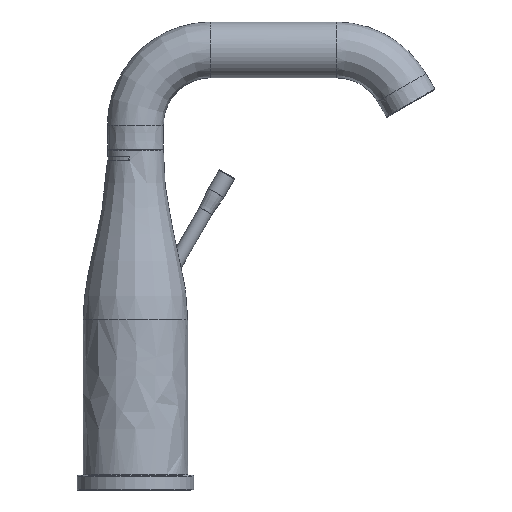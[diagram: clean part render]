
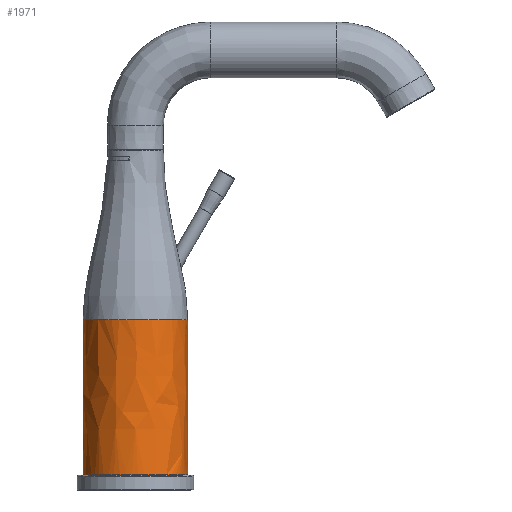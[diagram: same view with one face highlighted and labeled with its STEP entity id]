
A CAD part, left-side view. The second image highlights one B-rep face of the part: STEP entity #1971.
In plain terms, the highlighted free-form (B-spline) face has degree [3, 3] with [7, 4] control points.
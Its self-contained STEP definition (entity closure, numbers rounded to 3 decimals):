
#77=B_SPLINE_SURFACE_WITH_KNOTS('',3,3,((#7242,#7243,#7244,#7245),(#7246,
#7247,#7248,#7249),(#7250,#7251,#7252,#7253),(#7254,#7255,#7256,#7257),
(#7258,#7259,#7260,#7261),(#7262,#7263,#7264,#7265),(#7266,#7267,#7268,
#7269)),.SURF_OF_LINEAR_EXTRUSION.,.F.,.F.,.F.,(4,1,1,1,4),(4,4),(6.,7.,
8.,9.,10.),(0.004,1.),.UNSPECIFIED.);
#211=B_SPLINE_CURVE_WITH_KNOTS('',3,(#6728,#6729,#6730,#6731,#6732,#6733,
#6734,#6735,#6736,#6737,#6738,#6739,#6740,#6741,#6742,#6743,#6744),
 .UNSPECIFIED.,.F.,.F.,(4,1,1,1,1,1,1,1,1,1,1,1,1,1,4),(-0.051,
-0.042,-0.038,-0.034,-0.03,
-0.025,-0.021,-0.017,-0.013,
-0.008,-0.004,0.,0.004,
0.009,0.017),.UNSPECIFIED.);
#231=B_SPLINE_CURVE_WITH_KNOTS('',3,(#7217,#7218,#7219,#7220),
 .UNSPECIFIED.,.F.,.F.,(4,4),(0.012,0.903),
 .UNSPECIFIED.);
#232=B_SPLINE_CURVE_WITH_KNOTS('',3,(#7224,#7225,#7226,#7227),
 .UNSPECIFIED.,.F.,.F.,(4,4),(0.062,1.),.UNSPECIFIED.);
#235=B_SPLINE_CURVE_WITH_KNOTS('',3,(#7238,#7239,#7240,#7241),
 .UNSPECIFIED.,.F.,.F.,(4,4),(0.,0.996),.UNSPECIFIED.);
#236=B_SPLINE_CURVE_WITH_KNOTS('',3,(#7270,#7271,#7272,#7273,#7274,#7275,
#7276),.UNSPECIFIED.,.F.,.F.,(4,1,1,1,4),(0.,0.25,0.5,0.75,1.),
 .UNSPECIFIED.);
#836=ORIENTED_EDGE('',*,*,#1177,.T.);
#837=ORIENTED_EDGE('',*,*,#1144,.T.);
#838=ORIENTED_EDGE('',*,*,#1182,.T.);
#839=ORIENTED_EDGE('',*,*,#1183,.F.);
#840=ORIENTED_EDGE('',*,*,#1179,.T.);
#841=ORIENTED_EDGE('',*,*,#1178,.F.);
#1144=EDGE_CURVE('',#1408,#1407,#211,.T.);
#1177=EDGE_CURVE('',#1432,#1408,#231,.F.);
#1178=EDGE_CURVE('',#1432,#1433,#1497,.T.);
#1179=EDGE_CURVE('',#1434,#1433,#232,.F.);
#1182=EDGE_CURVE('',#1407,#1435,#235,.F.);
#1183=EDGE_CURVE('',#1434,#1435,#236,.F.);
#1407=VERTEX_POINT('',#6727);
#1408=VERTEX_POINT('',#6745);
#1432=VERTEX_POINT('',#7221);
#1433=VERTEX_POINT('',#7223);
#1434=VERTEX_POINT('',#7228);
#1435=VERTEX_POINT('',#7237);
#1497=LINE('',#7222,#1557);
#1557=VECTOR('',#3102,1000.);
#1694=EDGE_LOOP('',(#836,#837,#838,#839,#840,#841));
#1835=FACE_BOUND('',#1694,.T.);
#1971=ADVANCED_FACE('',(#1835),#77,.T.);
#3102=DIRECTION('',(0.,0.,1.));
#6727=CARTESIAN_POINT('',(0.,-21.5,2.2));
#6728=CARTESIAN_POINT('',(0.,21.5,2.2));
#6729=CARTESIAN_POINT('',(-2.83,21.5,2.2));
#6730=CARTESIAN_POINT('',(-7.026,20.621,2.2));
#6731=CARTESIAN_POINT('',(-12.001,17.987,2.2));
#6732=CARTESIAN_POINT('',(-15.306,15.308,2.2));
#6733=CARTESIAN_POINT('',(-17.988,12.,2.2));
#6734=CARTESIAN_POINT('',(-19.962,8.27,2.2));
#6735=CARTESIAN_POINT('',(-21.205,4.233,2.2));
#6736=CARTESIAN_POINT('',(-21.648,0.001,2.2));
#6737=CARTESIAN_POINT('',(-21.205,-4.234,2.2));
#6738=CARTESIAN_POINT('',(-19.963,-8.268,2.2));
#6739=CARTESIAN_POINT('',(-17.987,-12.001,2.2));
#6740=CARTESIAN_POINT('',(-15.308,-15.306,2.2));
#6741=CARTESIAN_POINT('',(-12.,-17.988,2.2));
#6742=CARTESIAN_POINT('',(-7.027,-20.62,2.2));
#6743=CARTESIAN_POINT('',(-2.83,-21.5,2.2));
#6744=CARTESIAN_POINT('',(0.,-21.5,2.2));
#6745=CARTESIAN_POINT('',(0.,21.5,2.2));
#7217=CARTESIAN_POINT('',(0.,21.5,2.2));
#7218=CARTESIAN_POINT('',(0.,21.5,7.213));
#7219=CARTESIAN_POINT('',(0.,21.5,12.723));
#7220=CARTESIAN_POINT('',(0.,21.5,18.586));
#7221=CARTESIAN_POINT('',(0.,21.5,18.586));
#7222=CARTESIAN_POINT('',(0.,21.5,18.586));
#7223=CARTESIAN_POINT('',(0.,21.5,35.414));
#7224=CARTESIAN_POINT('',(0.,21.5,35.414));
#7225=CARTESIAN_POINT('',(0.,21.5,45.258));
#7226=CARTESIAN_POINT('',(0.,21.5,55.629));
#7227=CARTESIAN_POINT('',(0.,21.5,66.));
#7228=CARTESIAN_POINT('',(0.,21.5,66.));
#7237=CARTESIAN_POINT('',(0.,-21.5,66.));
#7238=CARTESIAN_POINT('',(0.,-21.5,66.));
#7239=CARTESIAN_POINT('',(0.,-21.5,42.756));
#7240=CARTESIAN_POINT('',(0.,-21.5,19.513));
#7241=CARTESIAN_POINT('',(0.,-21.5,2.2));
#7242=CARTESIAN_POINT('',(0.,21.5,2.2));
#7243=CARTESIAN_POINT('',(0.,21.5,19.513));
#7244=CARTESIAN_POINT('',(0.,21.5,42.756));
#7245=CARTESIAN_POINT('',(0.,21.5,66.));
#7246=CARTESIAN_POINT('',(-5.616,21.5,2.2));
#7247=CARTESIAN_POINT('',(-5.616,21.5,19.513));
#7248=CARTESIAN_POINT('',(-5.616,21.5,42.756));
#7249=CARTESIAN_POINT('',(-5.616,21.5,66.));
#7250=CARTESIAN_POINT('',(-16.848,16.848,2.2));
#7251=CARTESIAN_POINT('',(-16.848,16.848,19.513));
#7252=CARTESIAN_POINT('',(-16.848,16.848,42.756));
#7253=CARTESIAN_POINT('',(-16.848,16.848,66.));
#7254=CARTESIAN_POINT('',(-23.826,0.,2.2));
#7255=CARTESIAN_POINT('',(-23.826,0.,19.513));
#7256=CARTESIAN_POINT('',(-23.826,0.,42.756));
#7257=CARTESIAN_POINT('',(-23.826,0.,66.));
#7258=CARTESIAN_POINT('',(-16.848,-16.848,2.2));
#7259=CARTESIAN_POINT('',(-16.848,-16.848,19.513));
#7260=CARTESIAN_POINT('',(-16.848,-16.848,42.756));
#7261=CARTESIAN_POINT('',(-16.848,-16.848,66.));
#7262=CARTESIAN_POINT('',(-5.616,-21.5,2.2));
#7263=CARTESIAN_POINT('',(-5.616,-21.5,19.513));
#7264=CARTESIAN_POINT('',(-5.616,-21.5,42.756));
#7265=CARTESIAN_POINT('',(-5.616,-21.5,66.));
#7266=CARTESIAN_POINT('',(0.,-21.5,2.2));
#7267=CARTESIAN_POINT('',(0.,-21.5,19.513));
#7268=CARTESIAN_POINT('',(0.,-21.5,42.756));
#7269=CARTESIAN_POINT('',(0.,-21.5,66.));
#7270=CARTESIAN_POINT('',(0.,-21.5,66.));
#7271=CARTESIAN_POINT('',(-5.616,-21.5,66.));
#7272=CARTESIAN_POINT('',(-16.848,-16.848,66.));
#7273=CARTESIAN_POINT('',(-23.826,0.,66.));
#7274=CARTESIAN_POINT('',(-16.848,16.848,66.));
#7275=CARTESIAN_POINT('',(-5.616,21.5,66.));
#7276=CARTESIAN_POINT('',(0.,21.5,66.));
